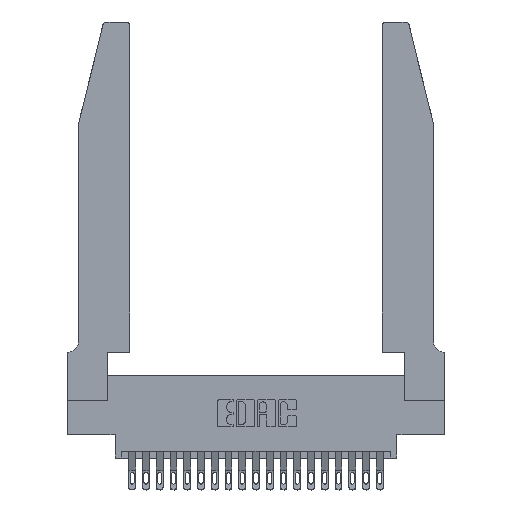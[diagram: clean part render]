
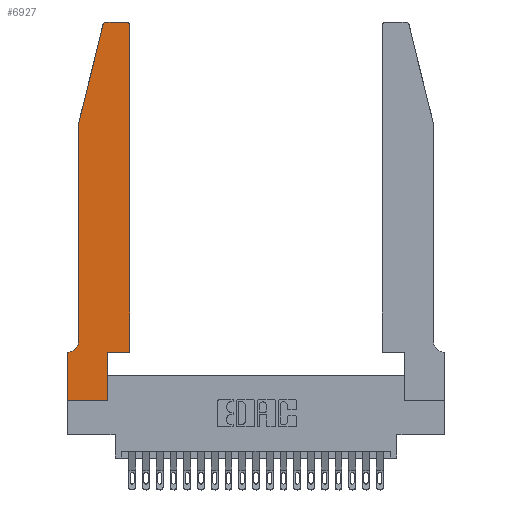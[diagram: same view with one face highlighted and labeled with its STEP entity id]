
A CAD part, top view. The second image highlights one B-rep face of the part: STEP entity #6927.
In plain terms, the highlighted planar face has unit normal (0, 0, 1).
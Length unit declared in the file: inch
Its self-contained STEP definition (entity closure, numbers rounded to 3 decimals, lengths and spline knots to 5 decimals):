
#721 = VERTEX_POINT ( 'NONE', #19157 ) ;
#970 = DIRECTION ( 'NONE',  ( 0., 1., 0. ) ) ;
#1510 = LINE ( 'NONE', #11876, #2148 ) ;
#1938 = VERTEX_POINT ( 'NONE', #16479 ) ;
#2062 = VECTOR ( 'NONE', #13179, 39.37008 ) ;
#2148 = VECTOR ( 'NONE', #970, 39.37008 ) ;
#2368 = EDGE_CURVE ( 'NONE', #1938, #9265, #20744, .T. ) ;
#2826 = EDGE_LOOP ( 'NONE', ( #15910, #15313, #5935, #7645, #6571, #14574, #14698, #14088, #13000, #9898, #12075, #22866 ) ) ;
#2849 = CARTESIAN_POINT ( 'NONE',  ( 0.0755, 2., 0.37 ) ) ;
#2953 = EDGE_CURVE ( 'NONE', #20685, #5386, #20163, .T. ) ;
#3285 = VERTEX_POINT ( 'NONE', #18708 ) ;
#3510 = EDGE_CURVE ( 'NONE', #18526, #4269, #6495, .T. ) ;
#3742 = EDGE_CURVE ( 'NONE', #13988, #18526, #8730, .T. ) ;
#3757 = CARTESIAN_POINT ( 'NONE',  ( 0.4205, 2.72, 0.37 ) ) ;
#4250 = CARTESIAN_POINT ( 'NONE',  ( 0., 0.35, 0.37 ) ) ;
#4253 = LINE ( 'NONE', #7034, #17911 ) ;
#4269 = VERTEX_POINT ( 'NONE', #17654 ) ;
#4325 = DIRECTION ( 'NONE',  ( 0., 0., 1. ) ) ;
#4350 = VECTOR ( 'NONE', #22514, 39.37008 ) ;
#4835 = VECTOR ( 'NONE', #22741, 39.37008 ) ;
#5265 = EDGE_CURVE ( 'NONE', #12882, #20685, #1510, .T. ) ;
#5386 = VERTEX_POINT ( 'NONE', #15679 ) ;
#5509 = DIRECTION ( 'NONE',  ( 1., 0., 0. ) ) ;
#5935 = ORIENTED_EDGE ( 'NONE', *, *, #2368, .T. ) ;
#6100 = EDGE_CURVE ( 'NONE', #9159, #3285, #8613, .T. ) ;
#6149 = LINE ( 'NONE', #6698, #21437 ) ;
#6459 = DIRECTION ( 'NONE',  ( 0., 0., 1. ) ) ;
#6495 = LINE ( 'NONE', #8218, #15437 ) ;
#6571 = ORIENTED_EDGE ( 'NONE', *, *, #6100, .T. ) ;
#6698 = CARTESIAN_POINT ( 'NONE',  ( 0., 0., 0.37 ) ) ;
#6927 = ADVANCED_FACE ( 'NONE', ( #20809 ), #15030, .T. ) ;
#7034 = CARTESIAN_POINT ( 'NONE',  ( 0.0755, 2., 0.37 ) ) ;
#7645 = ORIENTED_EDGE ( 'NONE', *, *, #17314, .T. ) ;
#8218 = CARTESIAN_POINT ( 'NONE',  ( 0.2605, 2.75, 0.37 ) ) ;
#8318 = VERTEX_POINT ( 'NONE', #22742 ) ;
#8572 = CARTESIAN_POINT ( 'NONE',  ( 0.0755, 0.35, 0.37 ) ) ;
#8613 = CIRCLE ( 'NONE', #12427, 0.07 ) ;
#8689 = AXIS2_PLACEMENT_3D ( 'NONE', #4250, #4325, #16802 ) ;
#8730 = CIRCLE ( 'NONE', #10513, 0.03 ) ;
#9159 = VERTEX_POINT ( 'NONE', #19645 ) ;
#9256 = DIRECTION ( 'NONE',  ( 1., 0., 0. ) ) ;
#9265 = VERTEX_POINT ( 'NONE', #11180 ) ;
#9787 = DIRECTION ( 'NONE',  ( -0.239, -0.971, 0. ) ) ;
#9898 = ORIENTED_EDGE ( 'NONE', *, *, #2953, .T. ) ;
#10479 = EDGE_CURVE ( 'NONE', #3285, #8318, #19626, .T. ) ;
#10510 = CARTESIAN_POINT ( 'NONE',  ( 0.0055, 0.42, 0.37 ) ) ;
#10513 = AXIS2_PLACEMENT_3D ( 'NONE', #3757, #16227, #5509 ) ;
#11180 = CARTESIAN_POINT ( 'NONE',  ( 0.0755, 2., 0.37 ) ) ;
#11375 = CARTESIAN_POINT ( 'NONE',  ( 0., 0., 0.37 ) ) ;
#11850 = CARTESIAN_POINT ( 'NONE',  ( 0.2865, 0.35, 0.37 ) ) ;
#11876 = CARTESIAN_POINT ( 'NONE',  ( 0.2865, 0.35, 0.37 ) ) ;
#12075 = ORIENTED_EDGE ( 'NONE', *, *, #21956, .T. ) ;
#12273 = DIRECTION ( 'NONE',  ( -1., 0., 0. ) ) ;
#12307 = DIRECTION ( 'NONE',  ( -1., 0., 0. ) ) ;
#12427 = AXIS2_PLACEMENT_3D ( 'NONE', #10510, #22885, #12307 ) ;
#12432 = DIRECTION ( 'NONE',  ( 0., -1., 0. ) ) ;
#12882 = VERTEX_POINT ( 'NONE', #22690 ) ;
#13000 = ORIENTED_EDGE ( 'NONE', *, *, #5265, .T. ) ;
#13179 = DIRECTION ( 'NONE',  ( 1., 0., 0. ) ) ;
#13988 = VERTEX_POINT ( 'NONE', #22236 ) ;
#14088 = ORIENTED_EDGE ( 'NONE', *, *, #20497, .T. ) ;
#14571 = CARTESIAN_POINT ( 'NONE',  ( 0.4505, 0.35, 0.37 ) ) ;
#14574 = ORIENTED_EDGE ( 'NONE', *, *, #10479, .T. ) ;
#14698 = ORIENTED_EDGE ( 'NONE', *, *, #18363, .T. ) ;
#15030 = PLANE ( 'NONE',  #8689 ) ;
#15313 = ORIENTED_EDGE ( 'NONE', *, *, #15953, .T. ) ;
#15437 = VECTOR ( 'NONE', #12273, 39.37008 ) ;
#15438 = CARTESIAN_POINT ( 'NONE',  ( 0.4505, 0.35, 0.37 ) ) ;
#15460 = VECTOR ( 'NONE', #9256, 39.37008 ) ;
#15488 = VECTOR ( 'NONE', #9787, 39.37008 ) ;
#15679 = CARTESIAN_POINT ( 'NONE',  ( 0.4505, 0.35, 0.37 ) ) ;
#15826 = AXIS2_PLACEMENT_3D ( 'NONE', #17136, #6459, #18901 ) ;
#15910 = ORIENTED_EDGE ( 'NONE', *, *, #3510, .T. ) ;
#15953 = EDGE_CURVE ( 'NONE', #4269, #1938, #19076, .T. ) ;
#16227 = DIRECTION ( 'NONE',  ( 0., 0., 1. ) ) ;
#16387 = LINE ( 'NONE', #11375, #2062 ) ;
#16479 = CARTESIAN_POINT ( 'NONE',  ( 0.25487, 2.72718, 0.37 ) ) ;
#16802 = DIRECTION ( 'NONE',  ( 1., 0., 0. ) ) ;
#17136 = CARTESIAN_POINT ( 'NONE',  ( 0.284, 2.72, 0.37 ) ) ;
#17314 = EDGE_CURVE ( 'NONE', #9265, #9159, #4253, .T. ) ;
#17654 = CARTESIAN_POINT ( 'NONE',  ( 0.284, 2.75, 0.37 ) ) ;
#17911 = VECTOR ( 'NONE', #12432, 39.37008 ) ;
#17984 = CARTESIAN_POINT ( 'NONE',  ( 0.4205, 2.75, 0.37 ) ) ;
#18363 = EDGE_CURVE ( 'NONE', #8318, #721, #6149, .T. ) ;
#18526 = VERTEX_POINT ( 'NONE', #17984 ) ;
#18708 = CARTESIAN_POINT ( 'NONE',  ( 0.0055, 0.35, 0.37 ) ) ;
#18901 = DIRECTION ( 'NONE',  ( 1., 0., 0. ) ) ;
#19076 = CIRCLE ( 'NONE', #15826, 0.03 ) ;
#19143 = DIRECTION ( 'NONE',  ( 0., -1., 0. ) ) ;
#19157 = CARTESIAN_POINT ( 'NONE',  ( 0., 0., 0.37 ) ) ;
#19626 = LINE ( 'NONE', #8572, #4835 ) ;
#19645 = CARTESIAN_POINT ( 'NONE',  ( 0.0755, 0.42, 0.37 ) ) ;
#20163 = LINE ( 'NONE', #14571, #15460 ) ;
#20497 = EDGE_CURVE ( 'NONE', #721, #12882, #16387, .T. ) ;
#20685 = VERTEX_POINT ( 'NONE', #11850 ) ;
#20744 = LINE ( 'NONE', #2849, #15488 ) ;
#20809 = FACE_OUTER_BOUND ( 'NONE', #2826, .T. ) ;
#21033 = LINE ( 'NONE', #15438, #4350 ) ;
#21437 = VECTOR ( 'NONE', #19143, 39.37008 ) ;
#21956 = EDGE_CURVE ( 'NONE', #5386, #13988, #21033, .T. ) ;
#22236 = CARTESIAN_POINT ( 'NONE',  ( 0.4505, 2.72, 0.37 ) ) ;
#22514 = DIRECTION ( 'NONE',  ( 0., 1., 0. ) ) ;
#22690 = CARTESIAN_POINT ( 'NONE',  ( 0.2865, 0., 0.37 ) ) ;
#22742 = CARTESIAN_POINT ( 'NONE',  ( 0., 0.35, 0.37 ) ) ;
#22741 = DIRECTION ( 'NONE',  ( -1., 0., 0. ) ) ;
#22866 = ORIENTED_EDGE ( 'NONE', *, *, #3742, .T. ) ;
#22885 = DIRECTION ( 'NONE',  ( 0., 0., -1. ) ) ;
